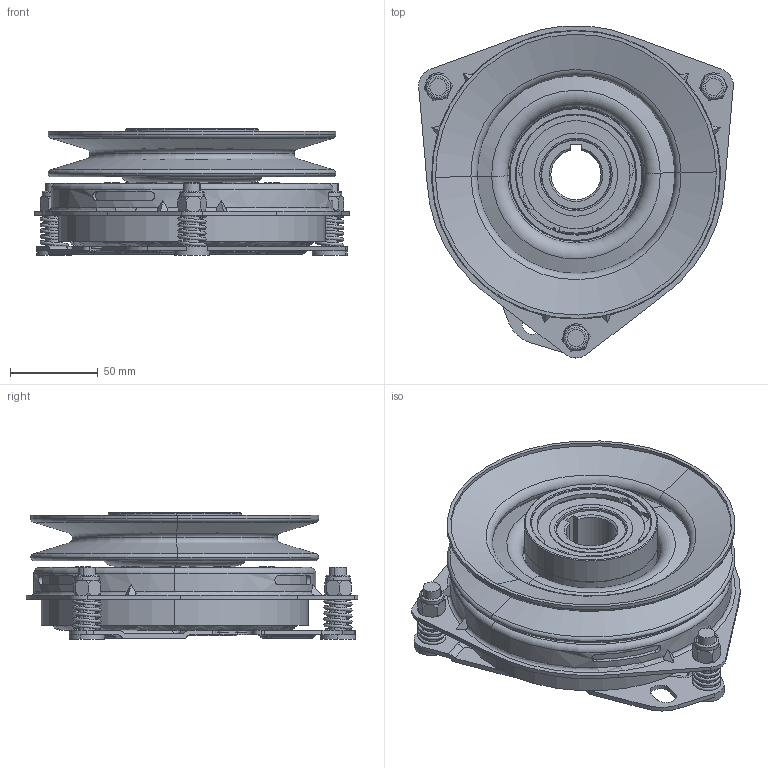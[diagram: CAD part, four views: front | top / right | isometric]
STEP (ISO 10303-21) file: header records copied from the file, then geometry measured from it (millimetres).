
FILE_DESCRIPTION (( 'STEP AP203' ), '1' );
FILE_NAME ('52611500_MGCL&BR.STEP', '2016-08-04T07:48:51', ( '' ), ( '' ), 'SwSTEP 2.0', 'SolidWorks 2014', '' );
FILE_SCHEMA (( 'CONFIG_CONTROL_DESIGN' ));
Length unit declared in the file: millimetre
Products named in the file (1): 52611500_MGCL&BR
Bounding box: 179.2 x 189.12 x 72.1 mm (x, y, z)
Volume: 852876.6 mm3; surface area: 242209.5 mm2
Topology: 1 solids, 16 shells, 792 faces, 1951 edges, 1234 vertices
Faces by surface type: plane 322, cylinder 280, torus 111, cone 64, bspline 15
Entity records: 30719 total; most frequent: CARTESIAN_POINT 11268, DIRECTION 4323, ORIENTED_EDGE 3902, EDGE_CURVE 1951, AXIS2_PLACEMENT_3D 1717, VERTEX_POINT 1234, CIRCLE 939, EDGE_LOOP 917
